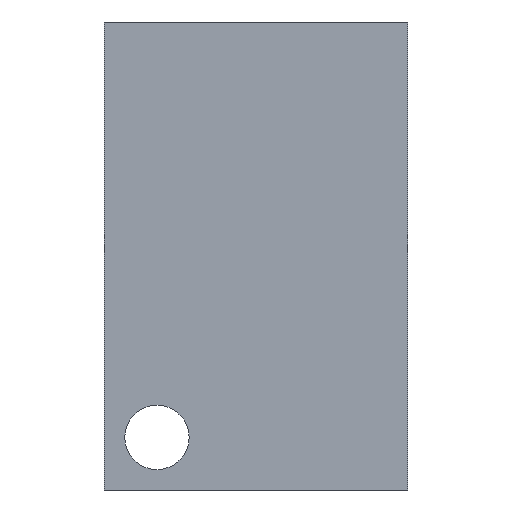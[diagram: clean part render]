
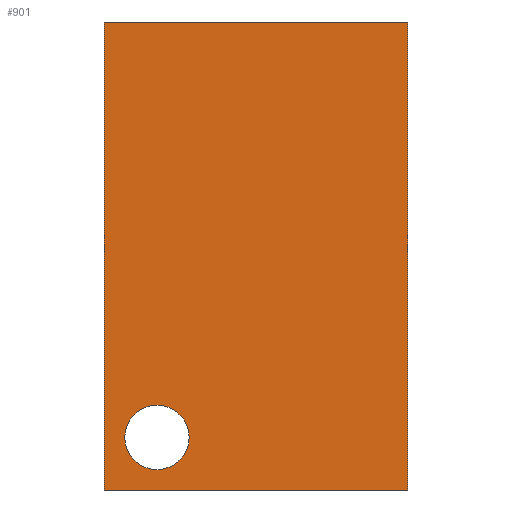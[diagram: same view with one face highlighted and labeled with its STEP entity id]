
A CAD part, left-side view. The second image highlights one B-rep face of the part: STEP entity #901.
In plain terms, the highlighted planar face has unit normal (-1, 0, 0).
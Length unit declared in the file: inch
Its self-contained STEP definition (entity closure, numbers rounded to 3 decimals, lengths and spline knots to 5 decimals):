
#1=DIRECTION('',(0.,-1.,0.));
#2=VECTOR('',#1,1.62);
#3=CARTESIAN_POINT('',(0.,0.,0.));
#4=LINE('',#3,#2);
#27=DIRECTION('',(0.,0.,1.));
#28=VECTOR('',#27,2.5);
#29=CARTESIAN_POINT('',(0.,0.,0.));
#30=LINE('',#29,#28);
#31=CARTESIAN_POINT('',(0.,-0.281,0.281));
#32=DIRECTION('',(1.,0.,0.));
#33=DIRECTION('',(0.,0.,-1.));
#34=AXIS2_PLACEMENT_3D('',#31,#32,#33);
#36=CARTESIAN_POINT('',(0.,-0.281,0.281));
#37=DIRECTION('',(1.,0.,0.));
#38=DIRECTION('',(0.,0.,1.));
#39=AXIS2_PLACEMENT_3D('',#36,#37,#38);
#69=DIRECTION('',(0.,0.,1.));
#70=VECTOR('',#69,2.5);
#71=CARTESIAN_POINT('',(0.,-1.62,0.));
#72=LINE('',#71,#70);
#73=DIRECTION('',(0.,-1.,0.));
#74=VECTOR('',#73,1.62);
#75=CARTESIAN_POINT('',(0.,0.,2.5));
#76=LINE('',#75,#74);
#729=CARTESIAN_POINT('',(0.,0.,0.));
#730=CARTESIAN_POINT('',(0.,-1.62,0.));
#731=VERTEX_POINT('',#729);
#732=VERTEX_POINT('',#730);
#737=CARTESIAN_POINT('',(0.,0.,2.5));
#738=CARTESIAN_POINT('',(0.,-1.62,2.5));
#739=VERTEX_POINT('',#737);
#740=VERTEX_POINT('',#738);
#797=CARTESIAN_POINT('',(0.,-0.281,0.109));
#798=CARTESIAN_POINT('',(0.,-0.281,0.453));
#799=VERTEX_POINT('',#797);
#800=VERTEX_POINT('',#798);
#881=CARTESIAN_POINT('',(0.,0.,0.));
#882=DIRECTION('',(-1.,0.,0.));
#883=DIRECTION('',(0.,-1.,0.));
#884=AXIS2_PLACEMENT_3D('',#881,#882,#883);
#885=PLANE('',#884);
#886=ORIENTED_EDGE('',*,*,#864,.F.);
#888=ORIENTED_EDGE('',*,*,#887,.T.);
#890=ORIENTED_EDGE('',*,*,#889,.T.);
#892=ORIENTED_EDGE('',*,*,#891,.F.);
#893=EDGE_LOOP('',(#886,#888,#890,#892));
#894=FACE_OUTER_BOUND('',#893,.F.);
#896=ORIENTED_EDGE('',*,*,#895,.F.);
#898=ORIENTED_EDGE('',*,*,#897,.F.);
#899=EDGE_LOOP('',(#896,#898));
#900=FACE_BOUND('',#899,.F.);
#901=ADVANCED_FACE('',(#894,#900),#885,.T.);
#35=CIRCLE('',#34,0.172);
#40=CIRCLE('',#39,0.172);
#864=EDGE_CURVE('',#731,#732,#4,.T.);
#887=EDGE_CURVE('',#731,#739,#30,.T.);
#889=EDGE_CURVE('',#739,#740,#76,.T.);
#891=EDGE_CURVE('',#732,#740,#72,.T.);
#895=EDGE_CURVE('',#799,#800,#35,.T.);
#897=EDGE_CURVE('',#800,#799,#40,.T.);
